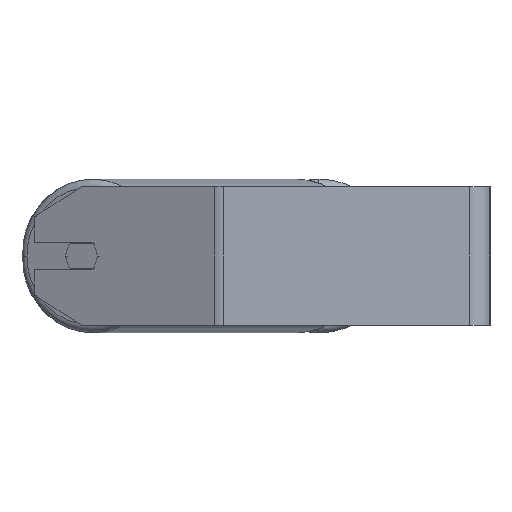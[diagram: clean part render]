
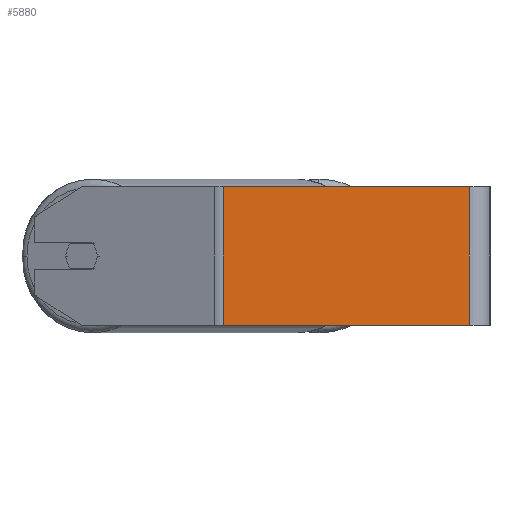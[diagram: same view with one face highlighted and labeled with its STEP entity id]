
A CAD part, left-side view. The second image highlights one B-rep face of the part: STEP entity #5880.
In plain terms, the highlighted planar face has unit normal (-1, 0, 0).
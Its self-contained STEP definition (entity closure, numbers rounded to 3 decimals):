
#190 = DIRECTION ( 'NONE',  ( 0., 0., -1. ) ) ;
#432 = DIRECTION ( 'NONE',  ( 0., -1., 0. ) ) ;
#905 = LINE ( 'NONE', #1703, #7619 ) ;
#1025 = CARTESIAN_POINT ( 'NONE',  ( -490., 154.517, 40. ) ) ;
#1336 = VERTEX_POINT ( 'NONE', #2411 ) ;
#1703 = CARTESIAN_POINT ( 'NONE',  ( -490., 157.177, 40. ) ) ;
#1960 = VECTOR ( 'NONE', #190, 1000. ) ;
#2411 = CARTESIAN_POINT ( 'NONE',  ( -490., 12., -40. ) ) ;
#2494 = EDGE_CURVE ( 'NONE', #5485, #8675, #905, .T. ) ;
#3685 = FACE_OUTER_BOUND ( 'NONE', #8233, .T. ) ;
#3873 = DIRECTION ( 'NONE',  ( 0., 0., -1. ) ) ;
#3912 = CARTESIAN_POINT ( 'NONE',  ( -490., 12., 40. ) ) ;
#4175 = EDGE_CURVE ( 'NONE', #8675, #1336, #7281, .T. ) ;
#4268 = PLANE ( 'NONE',  #5363 ) ;
#4347 = LINE ( 'NONE', #1025, #1960 ) ;
#4383 = ORIENTED_EDGE ( 'NONE', *, *, #5913, .T. ) ;
#4432 = DIRECTION ( 'NONE',  ( 0., 0., -1. ) ) ;
#4745 = ORIENTED_EDGE ( 'NONE', *, *, #4175, .F. ) ;
#4791 = VECTOR ( 'NONE', #3873, 1000. ) ;
#5010 = DIRECTION ( 'NONE',  ( 1., 0., 0. ) ) ;
#5260 = ORIENTED_EDGE ( 'NONE', *, *, #2494, .F. ) ;
#5363 = AXIS2_PLACEMENT_3D ( 'NONE', #6296, #5010, #4432 ) ;
#5402 = CARTESIAN_POINT ( 'NONE',  ( -490., 154.517, 40. ) ) ;
#5485 = VERTEX_POINT ( 'NONE', #5402 ) ;
#5659 = EDGE_CURVE ( 'NONE', #7072, #1336, #5799, .T. ) ;
#5799 = LINE ( 'NONE', #7915, #7512 ) ;
#5880 = ADVANCED_FACE ( 'NONE', ( #3685 ), #4268, .F. ) ;
#5913 = EDGE_CURVE ( 'NONE', #5485, #7072, #4347, .T. ) ;
#6292 = ORIENTED_EDGE ( 'NONE', *, *, #5659, .T. ) ;
#6296 = CARTESIAN_POINT ( 'NONE',  ( -490., 157.177, 40. ) ) ;
#7072 = VERTEX_POINT ( 'NONE', #7721 ) ;
#7281 = LINE ( 'NONE', #3912, #4791 ) ;
#7512 = VECTOR ( 'NONE', #432, 1000. ) ;
#7619 = VECTOR ( 'NONE', #7774, 1000. ) ;
#7721 = CARTESIAN_POINT ( 'NONE',  ( -490., 154.517, -40. ) ) ;
#7774 = DIRECTION ( 'NONE',  ( 0., -1., 0. ) ) ;
#7915 = CARTESIAN_POINT ( 'NONE',  ( -490., 157.177, -40. ) ) ;
#8101 = CARTESIAN_POINT ( 'NONE',  ( -490., 12., 40. ) ) ;
#8233 = EDGE_LOOP ( 'NONE', ( #6292, #4745, #5260, #4383 ) ) ;
#8675 = VERTEX_POINT ( 'NONE', #8101 ) ;
